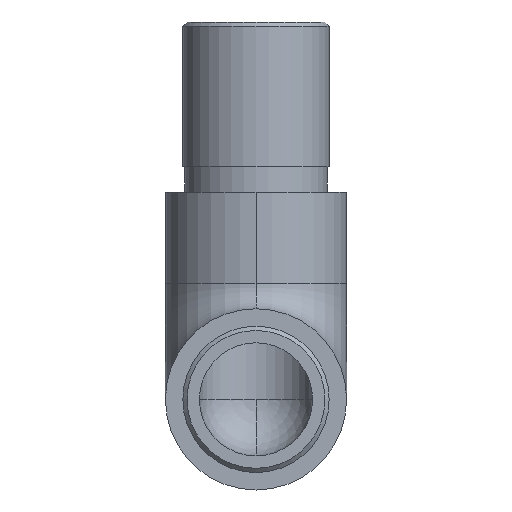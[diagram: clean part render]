
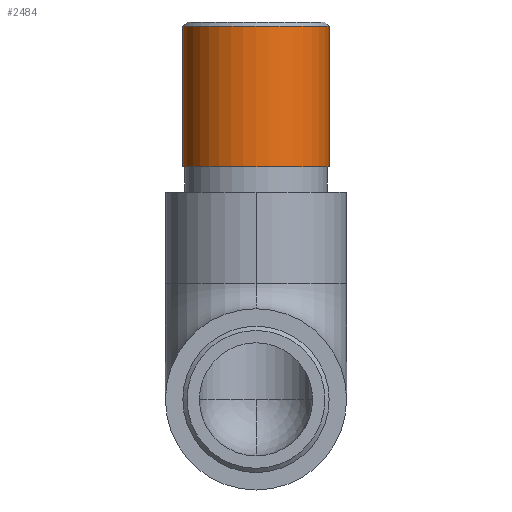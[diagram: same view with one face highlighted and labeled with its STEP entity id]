
A CAD part, front view. The second image highlights one B-rep face of the part: STEP entity #2484.
In plain terms, the highlighted cylindrical face has radius 8.6 mm (diameter 17.2 mm), a full revolution.
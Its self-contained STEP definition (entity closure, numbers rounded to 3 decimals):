
#157 = VERTEX_POINT ( 'NONE', #7687 ) ;
#531 = CARTESIAN_POINT ( 'NONE',  ( 0., 24.35, 44.35 ) ) ;
#1126 = DIRECTION ( 'NONE',  ( 0., 0., 1. ) ) ;
#1451 = AXIS2_PLACEMENT_3D ( 'NONE', #531, #4597, #9776 ) ;
#2112 = EDGE_LOOP ( 'NONE', ( #8002 ) ) ;
#2484 = ADVANCED_FACE ( 'NONE', ( #2823, #8428 ), #5051, .T. ) ;
#2764 = AXIS2_PLACEMENT_3D ( 'NONE', #13036, #7952, #6867 ) ;
#2823 = FACE_OUTER_BOUND ( 'NONE', #12413, .T. ) ;
#4597 = DIRECTION ( 'NONE',  ( 0., 0., -1. ) ) ;
#5051 = CYLINDRICAL_SURFACE ( 'NONE', #1451, 8.6 ) ;
#5179 = VERTEX_POINT ( 'NONE', #10794 ) ;
#6221 = CARTESIAN_POINT ( 'NONE',  ( 0., 24.35, 27.35 ) ) ;
#6867 = DIRECTION ( 'NONE',  ( 1., 0., 0. ) ) ;
#7687 = CARTESIAN_POINT ( 'NONE',  ( 8.6, 24.35, 27.35 ) ) ;
#7952 = DIRECTION ( 'NONE',  ( 0., 0., -1. ) ) ;
#8002 = ORIENTED_EDGE ( 'NONE', *, *, #13237, .T. ) ;
#8297 = DIRECTION ( 'NONE',  ( 1., 0., 0. ) ) ;
#8428 = FACE_OUTER_BOUND ( 'NONE', #2112, .T. ) ;
#8541 = CIRCLE ( 'NONE', #13109, 8.6 ) ;
#9678 = CIRCLE ( 'NONE', #2764, 8.6 ) ;
#9776 = DIRECTION ( 'NONE',  ( -1., 0., 0. ) ) ;
#10317 = ORIENTED_EDGE ( 'NONE', *, *, #12339, .T. ) ;
#10794 = CARTESIAN_POINT ( 'NONE',  ( 8.6, 24.35, 43.85 ) ) ;
#12339 = EDGE_CURVE ( 'NONE', #5179, #5179, #9678, .T. ) ;
#12413 = EDGE_LOOP ( 'NONE', ( #10317 ) ) ;
#13036 = CARTESIAN_POINT ( 'NONE',  ( 0., 24.35, 43.85 ) ) ;
#13109 = AXIS2_PLACEMENT_3D ( 'NONE', #6221, #1126, #8297 ) ;
#13237 = EDGE_CURVE ( 'NONE', #157, #157, #8541, .T. ) ;
